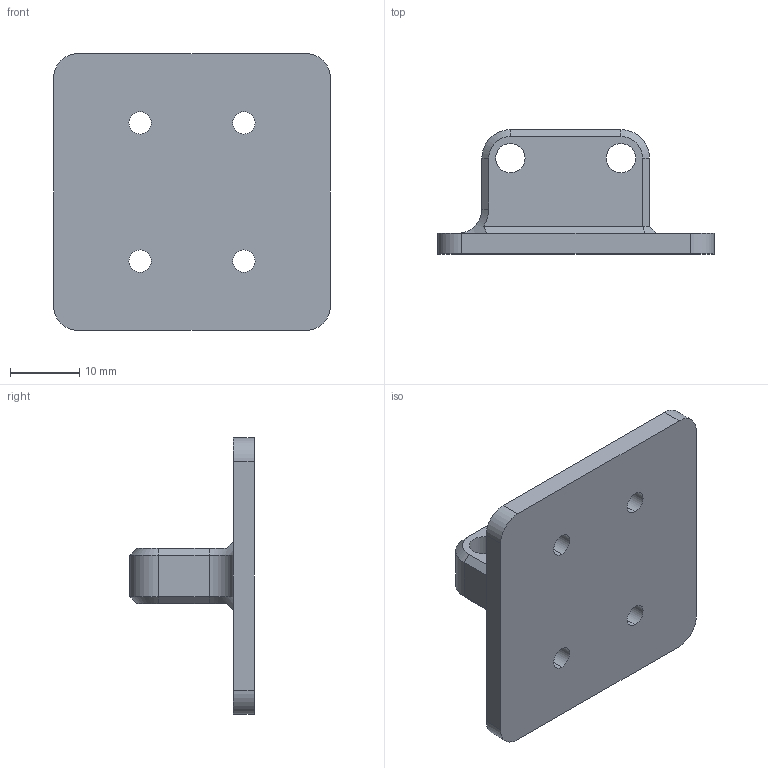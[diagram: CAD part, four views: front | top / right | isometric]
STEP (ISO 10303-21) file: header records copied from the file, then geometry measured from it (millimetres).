
FILE_DESCRIPTION (( 'STEP AP203' ), '1' );
FILE_NAME ('CB-002-005- Large Servo Motor Mount.STEP', '2023-07-12T22:40:31', ( '' ), ( '' ), 'SwSTEP 2.0', 'SolidWorks 2023', '' );
FILE_SCHEMA (( 'CONFIG_CONTROL_DESIGN' ));
Length unit declared in the file: millimetre
Products named in the file (1): CB-002-005- Large Servo Motor Mount
Bounding box: 40 x 18 x 40 mm (x, y, z)
Volume: 7291.9 mm3; surface area: 4681 mm2
Topology: 1 solids, 1 shells, 47 faces, 118 edges, 74 vertices
Faces by surface type: plane 22, cylinder 19, cone 6
Entity records: 1521 total; most frequent: CARTESIAN_POINT 264, DIRECTION 254, ORIENTED_EDGE 236, EDGE_CURVE 118, AXIS2_PLACEMENT_3D 92, VERTEX_POINT 74, VECTOR 70, LINE 70
